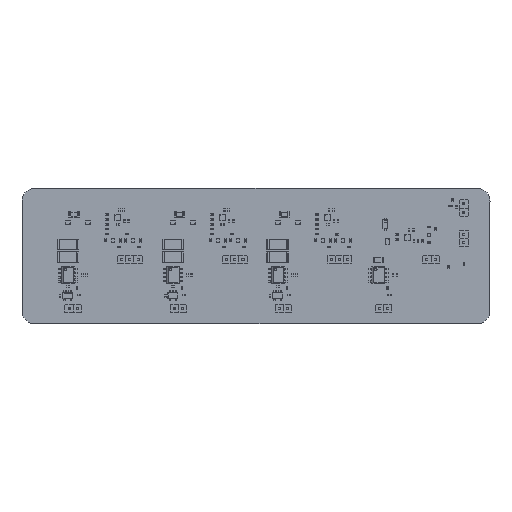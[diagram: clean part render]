
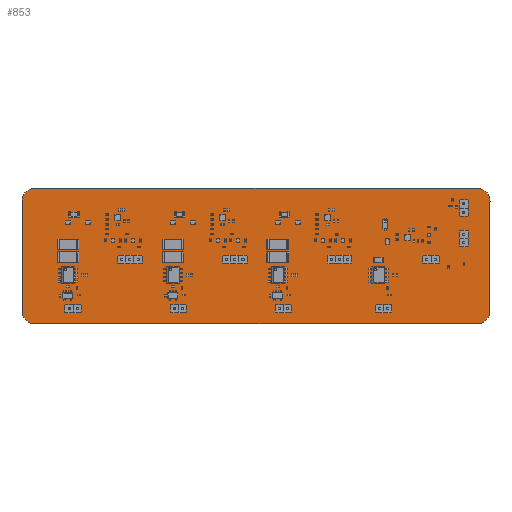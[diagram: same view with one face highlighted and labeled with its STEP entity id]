
A CAD part, top view. The second image highlights one B-rep face of the part: STEP entity #853.
In plain terms, the highlighted planar face has unit normal (0, 0, 1).
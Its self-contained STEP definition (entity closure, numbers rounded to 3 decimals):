
#588 = VERTEX_POINT('',#589);
#589 = CARTESIAN_POINT('',(-72.5,-17.099,1.61));
#595 = EDGE_CURVE('',#588,#596,#598,.T.);
#596 = VERTEX_POINT('',#597);
#597 = CARTESIAN_POINT('',(-72.5,17.001,1.61));
#598 = LINE('',#599,#600);
#599 = CARTESIAN_POINT('',(-72.5,-17.099,1.61));
#600 = VECTOR('',#601,1.);
#601 = DIRECTION('',(0.,1.,0.));
#626 = EDGE_CURVE('',#596,#627,#629,.T.);
#627 = VERTEX_POINT('',#628);
#628 = CARTESIAN_POINT('',(-68.6,21.001,1.61));
#629 = CIRCLE('',#630,4.001);
#630 = AXIS2_PLACEMENT_3D('',#631,#632,#633);
#631 = CARTESIAN_POINT('',(-68.499,17.001,1.61));
#632 = DIRECTION('',(0.,0.,-1.));
#633 = DIRECTION('',(-1.,0.,0.));
#659 = EDGE_CURVE('',#627,#660,#662,.T.);
#660 = VERTEX_POINT('',#661);
#661 = CARTESIAN_POINT('',(68.6,20.999,1.61));
#662 = LINE('',#663,#664);
#663 = CARTESIAN_POINT('',(-68.6,21.001,1.61));
#664 = VECTOR('',#665,1.);
#665 = DIRECTION('',(1.,0.,0.));
#690 = EDGE_CURVE('',#660,#691,#693,.T.);
#691 = VERTEX_POINT('',#692);
#692 = CARTESIAN_POINT('',(72.5,17.001,1.61));
#693 = CIRCLE('',#694,3.998);
#694 = AXIS2_PLACEMENT_3D('',#695,#696,#697);
#695 = CARTESIAN_POINT('',(68.502,17.003,1.61));
#696 = DIRECTION('',(0.,0.,-1.));
#697 = DIRECTION('',(0.024,1.,0.));
#723 = EDGE_CURVE('',#691,#724,#726,.T.);
#724 = VERTEX_POINT('',#725);
#725 = CARTESIAN_POINT('',(72.499,-17.099,1.61));
#726 = LINE('',#727,#728);
#727 = CARTESIAN_POINT('',(72.5,17.001,1.61));
#728 = VECTOR('',#729,1.);
#729 = DIRECTION('',(0.,-1.,0.));
#754 = EDGE_CURVE('',#724,#755,#757,.T.);
#755 = VERTEX_POINT('',#756);
#756 = CARTESIAN_POINT('',(68.5,-20.999,1.61));
#757 = CIRCLE('',#758,3.999);
#758 = AXIS2_PLACEMENT_3D('',#759,#760,#761);
#759 = CARTESIAN_POINT('',(68.501,-17.,1.61));
#760 = DIRECTION('',(0.,0.,-1.));
#761 = DIRECTION('',(1.,-0.025,0.));
#787 = EDGE_CURVE('',#755,#788,#790,.T.);
#788 = VERTEX_POINT('',#789);
#789 = CARTESIAN_POINT('',(-68.501,-20.999,1.61));
#790 = LINE('',#791,#792);
#791 = CARTESIAN_POINT('',(68.5,-20.999,1.61));
#792 = VECTOR('',#793,1.);
#793 = DIRECTION('',(-1.,0.,0.));
#818 = EDGE_CURVE('',#788,#588,#819,.T.);
#819 = CIRCLE('',#820,3.999);
#820 = AXIS2_PLACEMENT_3D('',#821,#822,#823);
#821 = CARTESIAN_POINT('',(-68.502,-17.,1.61));
#822 = DIRECTION('',(0.,0.,-1.));
#823 = DIRECTION('',(0.,-1.,0.));
#853 = ADVANCED_FACE('',(#854),#864,.T.);
#854 = FACE_BOUND('',#855,.F.);
#855 = EDGE_LOOP('',(#856,#857,#858,#859,#860,#861,#862,#863));
#856 = ORIENTED_EDGE('',*,*,#595,.T.);
#857 = ORIENTED_EDGE('',*,*,#626,.T.);
#858 = ORIENTED_EDGE('',*,*,#659,.T.);
#859 = ORIENTED_EDGE('',*,*,#690,.T.);
#860 = ORIENTED_EDGE('',*,*,#723,.T.);
#861 = ORIENTED_EDGE('',*,*,#754,.T.);
#862 = ORIENTED_EDGE('',*,*,#787,.T.);
#863 = ORIENTED_EDGE('',*,*,#818,.T.);
#864 = PLANE('',#865);
#865 = AXIS2_PLACEMENT_3D('',#866,#867,#868);
#866 = CARTESIAN_POINT('',(-72.5,-17.099,1.61));
#867 = DIRECTION('',(0.,0.,1.));
#868 = DIRECTION('',(1.,0.,0.));
